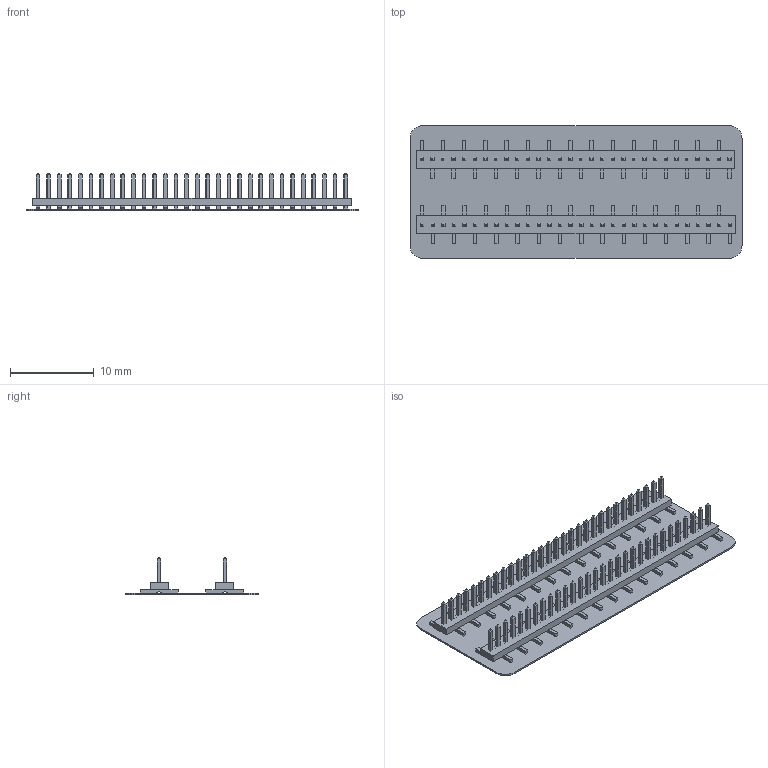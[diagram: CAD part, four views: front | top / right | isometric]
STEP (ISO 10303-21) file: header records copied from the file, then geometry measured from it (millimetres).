
FILE_DESCRIPTION(('KiCad electronic assembly'),'2;1');
FILE_NAME('backplane-rbf.step','2021-12-22T09:32:38',('An Author'),( 'A Company'),'Open CASCADE STEP processor 6.9', 'KiCad to STEP converter','Unknown');
FILE_SCHEMA(('AUTOMOTIVE_DESIGN { 1 0 10303 214 1 1 1 1 }'));
Length unit declared in the file: millimetre
Products named in the file (4): Open CASCADE STEP translator 6.9 1; FTS-130-01-L-SV; COMPOUND; SOLID
Assembly tree (4 placements, depth 3):
  Open CASCADE STEP translator 6.9 1
    FTS-130-01-L-SV  x2
      COMPOUND
    SOLID
Bounding box: 39.74 x 15.87 x 4.54 mm (x, y, z)
Volume: 336.8 mm3; surface area: 2481.2 mm2
Topology: 7 solids, 7 shells, 934 faces, 2520 edges, 1600 vertices
Faces by surface type: plane 866, cylinder 68
Entity records: 31091 total; most frequent: CARTESIAN_POINT 5149, DIRECTION 4892, LINE 3556, VECTOR 3556, ORIENTED_EDGE 2544, PCURVE 2544, DEFINITIONAL_REPRESENTATION 2544, EDGE_CURVE 1272
